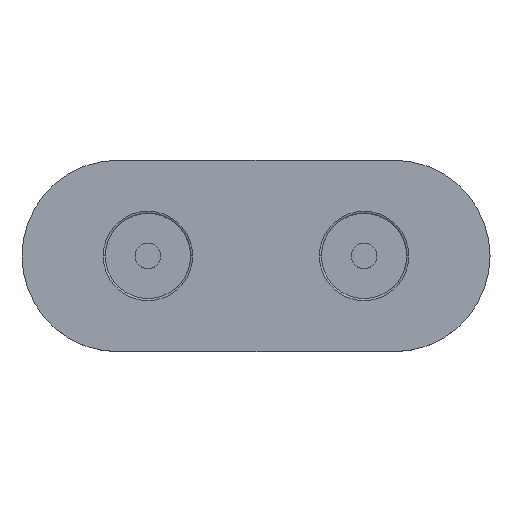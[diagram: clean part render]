
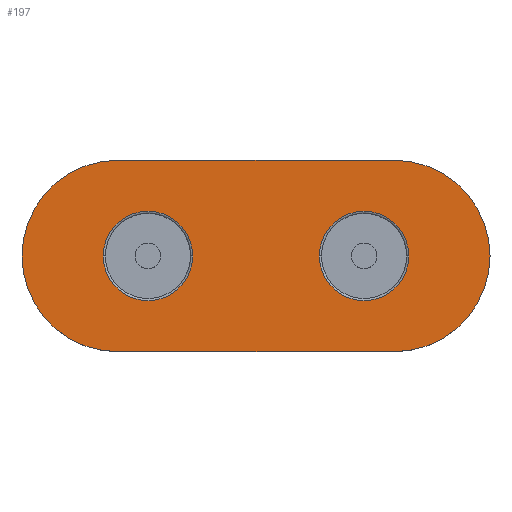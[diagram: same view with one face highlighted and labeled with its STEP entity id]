
A CAD part, top view. The second image highlights one B-rep face of the part: STEP entity #197.
In plain terms, the highlighted planar face has unit normal (0, 0, 1).
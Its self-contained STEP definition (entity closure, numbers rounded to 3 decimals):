
#40 = CARTESIAN_POINT ( 'NONE',  ( -3.59, 0., 1. ) ) ;
#67 = PLANE ( 'NONE',  #2234 ) ;
#197 = ADVANCED_FACE ( 'NONE', ( #6730, #2495, #5426 ), #67, .T. ) ;
#206 = CARTESIAN_POINT ( 'NONE',  ( -3.25, -2.25, 1. ) ) ;
#217 = CIRCLE ( 'NONE', #1104, 1.05 ) ;
#232 = CARTESIAN_POINT ( 'NONE',  ( -2.54, 0., 1. ) ) ;
#381 = VERTEX_POINT ( 'NONE', #40 ) ;
#491 = LINE ( 'NONE', #5904, #3244 ) ;
#558 = CARTESIAN_POINT ( 'NONE',  ( 2.54, 0., 1. ) ) ;
#559 = CIRCLE ( 'NONE', #6839, 2.25 ) ;
#639 = CARTESIAN_POINT ( 'NONE',  ( -3.25, 0., 1. ) ) ;
#676 = CARTESIAN_POINT ( 'NONE',  ( -5.5, 0., 1. ) ) ;
#709 = VERTEX_POINT ( 'NONE', #206 ) ;
#742 = DIRECTION ( 'NONE',  ( 0., 0., -1. ) ) ;
#749 = DIRECTION ( 'NONE',  ( 0., 0., 1. ) ) ;
#801 = DIRECTION ( 'NONE',  ( 1., 0., 0. ) ) ;
#847 = VERTEX_POINT ( 'NONE', #4723 ) ;
#1090 = CIRCLE ( 'NONE', #2671, 2.25 ) ;
#1104 = AXIS2_PLACEMENT_3D ( 'NONE', #558, #4422, #1108 ) ;
#1108 = DIRECTION ( 'NONE',  ( 1., 0., 0. ) ) ;
#1152 = VECTOR ( 'NONE', #5535, 1000. ) ;
#1174 = ORIENTED_EDGE ( 'NONE', *, *, #1197, .T. ) ;
#1197 = EDGE_CURVE ( 'NONE', #1916, #381, #3631, .T. ) ;
#1222 = DIRECTION ( 'NONE',  ( 1., 0., 0. ) ) ;
#1453 = EDGE_CURVE ( 'NONE', #847, #4914, #6640, .T. ) ;
#1589 = CIRCLE ( 'NONE', #6497, 1.05 ) ;
#1916 = VERTEX_POINT ( 'NONE', #6050 ) ;
#2038 = VERTEX_POINT ( 'NONE', #4310 ) ;
#2139 = CARTESIAN_POINT ( 'NONE',  ( -3.25, 0., 1. ) ) ;
#2145 = VERTEX_POINT ( 'NONE', #5585 ) ;
#2234 = AXIS2_PLACEMENT_3D ( 'NONE', #639, #6732, #1222 ) ;
#2384 = CARTESIAN_POINT ( 'NONE',  ( -2.54, 0., 1. ) ) ;
#2463 = AXIS2_PLACEMENT_3D ( 'NONE', #4052, #749, #4607 ) ;
#2479 = LINE ( 'NONE', #7230, #1152 ) ;
#2495 = FACE_BOUND ( 'NONE', #4158, .T. ) ;
#2671 = AXIS2_PLACEMENT_3D ( 'NONE', #6398, #3061, #6970 ) ;
#2679 = DIRECTION ( 'NONE',  ( 1., 0., 0. ) ) ;
#2918 = DIRECTION ( 'NONE',  ( 1., 0., 0. ) ) ;
#3061 = DIRECTION ( 'NONE',  ( 0., 0., 1. ) ) ;
#3122 = DIRECTION ( 'NONE',  ( 1., 0., 0. ) ) ;
#3162 = AXIS2_PLACEMENT_3D ( 'NONE', #2384, #6257, #2918 ) ;
#3244 = VECTOR ( 'NONE', #3122, 1000. ) ;
#3416 = CARTESIAN_POINT ( 'NONE',  ( 3.25, 2.25, 1. ) ) ;
#3576 = EDGE_CURVE ( 'NONE', #4914, #6167, #2479, .T. ) ;
#3631 = CIRCLE ( 'NONE', #5335, 1.05 ) ;
#3685 = ORIENTED_EDGE ( 'NONE', *, *, #3576, .T. ) ;
#3836 = ORIENTED_EDGE ( 'NONE', *, *, #4131, .T. ) ;
#4048 = CARTESIAN_POINT ( 'NONE',  ( 2.54, 0., 1. ) ) ;
#4052 = CARTESIAN_POINT ( 'NONE',  ( 3.25, 0., 1. ) ) ;
#4103 = DIRECTION ( 'NONE',  ( 0., 0., -1. ) ) ;
#4113 = ORIENTED_EDGE ( 'NONE', *, *, #6488, .T. ) ;
#4131 = EDGE_CURVE ( 'NONE', #2145, #2038, #1589, .T. ) ;
#4138 = EDGE_LOOP ( 'NONE', ( #1174, #6601 ) ) ;
#4158 = EDGE_LOOP ( 'NONE', ( #6078, #3836 ) ) ;
#4310 = CARTESIAN_POINT ( 'NONE',  ( 3.59, 0., 1. ) ) ;
#4348 = EDGE_CURVE ( 'NONE', #4941, #709, #559, .T. ) ;
#4422 = DIRECTION ( 'NONE',  ( 0., 0., -1. ) ) ;
#4476 = EDGE_CURVE ( 'NONE', #2038, #2145, #217, .T. ) ;
#4483 = CIRCLE ( 'NONE', #3162, 1.05 ) ;
#4601 = DIRECTION ( 'NONE',  ( 1., 0., 0. ) ) ;
#4607 = DIRECTION ( 'NONE',  ( 1., 0., 0. ) ) ;
#4723 = CARTESIAN_POINT ( 'NONE',  ( 3.25, -2.25, 1. ) ) ;
#4914 = VERTEX_POINT ( 'NONE', #3416 ) ;
#4941 = VERTEX_POINT ( 'NONE', #676 ) ;
#4992 = EDGE_CURVE ( 'NONE', #381, #1916, #4483, .T. ) ;
#5199 = CARTESIAN_POINT ( 'NONE',  ( -3.25, 2.25, 1. ) ) ;
#5335 = AXIS2_PLACEMENT_3D ( 'NONE', #232, #4103, #801 ) ;
#5350 = ORIENTED_EDGE ( 'NONE', *, *, #1453, .T. ) ;
#5426 = FACE_OUTER_BOUND ( 'NONE', #5804, .T. ) ;
#5535 = DIRECTION ( 'NONE',  ( -1., 0., 0. ) ) ;
#5585 = CARTESIAN_POINT ( 'NONE',  ( 1.49, 0., 1. ) ) ;
#5804 = EDGE_LOOP ( 'NONE', ( #7127, #7215, #4113, #5350, #3685 ) ) ;
#5904 = CARTESIAN_POINT ( 'NONE',  ( -3.25, -2.25, 1. ) ) ;
#6013 = DIRECTION ( 'NONE',  ( 0., 0., 1. ) ) ;
#6050 = CARTESIAN_POINT ( 'NONE',  ( -1.49, 0., 1. ) ) ;
#6078 = ORIENTED_EDGE ( 'NONE', *, *, #4476, .T. ) ;
#6167 = VERTEX_POINT ( 'NONE', #5199 ) ;
#6257 = DIRECTION ( 'NONE',  ( 0., 0., -1. ) ) ;
#6398 = CARTESIAN_POINT ( 'NONE',  ( -3.25, 0., 1. ) ) ;
#6488 = EDGE_CURVE ( 'NONE', #709, #847, #491, .T. ) ;
#6497 = AXIS2_PLACEMENT_3D ( 'NONE', #4048, #742, #4601 ) ;
#6601 = ORIENTED_EDGE ( 'NONE', *, *, #4992, .T. ) ;
#6640 = CIRCLE ( 'NONE', #2463, 2.25 ) ;
#6730 = FACE_BOUND ( 'NONE', #4138, .T. ) ;
#6732 = DIRECTION ( 'NONE',  ( 0., 0., 1. ) ) ;
#6839 = AXIS2_PLACEMENT_3D ( 'NONE', #2139, #6013, #2679 ) ;
#6970 = DIRECTION ( 'NONE',  ( 1., 0., 0. ) ) ;
#7037 = EDGE_CURVE ( 'NONE', #6167, #4941, #1090, .T. ) ;
#7127 = ORIENTED_EDGE ( 'NONE', *, *, #7037, .T. ) ;
#7215 = ORIENTED_EDGE ( 'NONE', *, *, #4348, .T. ) ;
#7230 = CARTESIAN_POINT ( 'NONE',  ( -3.25, 2.25, 1. ) ) ;
